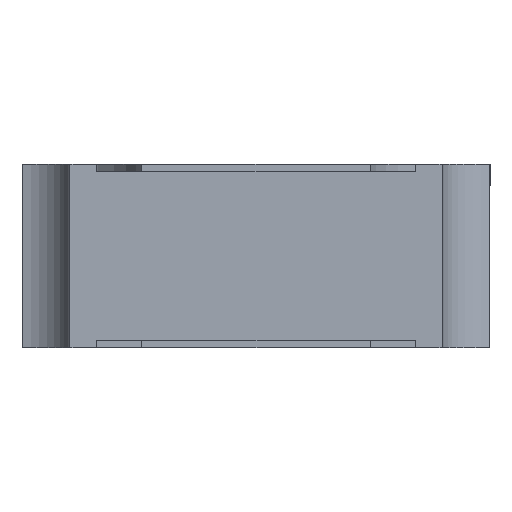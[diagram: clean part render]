
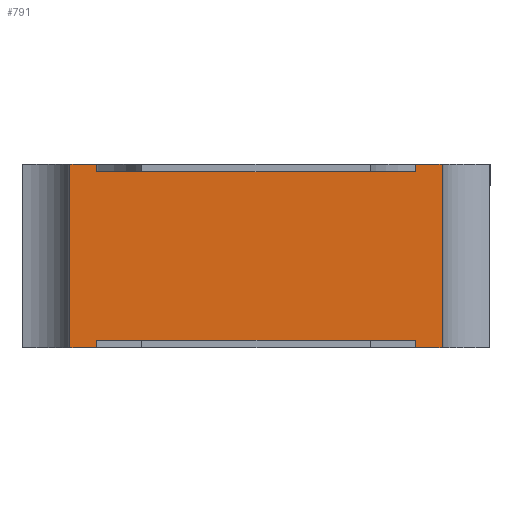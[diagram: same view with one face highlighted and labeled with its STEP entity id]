
A CAD part, front view. The second image highlights one B-rep face of the part: STEP entity #791.
In plain terms, the highlighted planar face has unit normal (0, -1, 0).
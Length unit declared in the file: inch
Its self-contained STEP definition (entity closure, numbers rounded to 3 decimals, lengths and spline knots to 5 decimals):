
#7 = DIRECTION ( 'NONE',  ( 0., 0., 1. ) ) ;
#39 = DIRECTION ( 'NONE',  ( 0., 1., 0. ) ) ;
#52 = CARTESIAN_POINT ( 'NONE',  ( 0.0497, -0.05, 0. ) ) ;
#65 = DIRECTION ( 'NONE',  ( 1., 0., 0. ) ) ;
#78 = LINE ( 'NONE', #52, #1336 ) ;
#127 = CARTESIAN_POINT ( 'NONE',  ( -0.0497, -0.05, 0.002 ) ) ;
#132 = DIRECTION ( 'NONE',  ( 1., 0., 0. ) ) ;
#184 = CARTESIAN_POINT ( 'NONE',  ( 0.0425, -0.05, 0.047 ) ) ;
#185 = EDGE_CURVE ( 'NONE', #1329, #612, #1922, .T. ) ;
#225 = DIRECTION ( 'NONE',  ( 0., 0., -1. ) ) ;
#250 = ORIENTED_EDGE ( 'NONE', *, *, #185, .F. ) ;
#266 = CARTESIAN_POINT ( 'NONE',  ( -0.0425, -0.05, 0.049 ) ) ;
#291 = DIRECTION ( 'NONE',  ( 0., 0., -1. ) ) ;
#313 = LINE ( 'NONE', #1061, #1028 ) ;
#397 = EDGE_CURVE ( 'NONE', #2367, #1698, #2139, .T. ) ;
#400 = ORIENTED_EDGE ( 'NONE', *, *, #1005, .F. ) ;
#413 = VERTEX_POINT ( 'NONE', #2184 ) ;
#414 = CARTESIAN_POINT ( 'NONE',  ( -0.0497, -0.05, 0. ) ) ;
#429 = CARTESIAN_POINT ( 'NONE',  ( 0.0497, -0.05, 0.049 ) ) ;
#430 = VECTOR ( 'NONE', #1930, 39.37008 ) ;
#446 = LINE ( 'NONE', #1196, #430 ) ;
#453 = DIRECTION ( 'NONE',  ( -1., 0., 0. ) ) ;
#486 = CARTESIAN_POINT ( 'NONE',  ( 0.0497, -0.05, 0. ) ) ;
#491 = EDGE_CURVE ( 'NONE', #1329, #1645, #446, .T. ) ;
#507 = EDGE_CURVE ( 'NONE', #2099, #612, #78, .T. ) ;
#523 = ORIENTED_EDGE ( 'NONE', *, *, #2078, .T. ) ;
#612 = VERTEX_POINT ( 'NONE', #486 ) ;
#621 = CARTESIAN_POINT ( 'NONE',  ( 0.0425, -0.05, 0.049 ) ) ;
#631 = VECTOR ( 'NONE', #7, 39.37008 ) ;
#650 = ORIENTED_EDGE ( 'NONE', *, *, #1646, .T. ) ;
#670 = AXIS2_PLACEMENT_3D ( 'NONE', #1689, #39, #1718 ) ;
#683 = DIRECTION ( 'NONE',  ( 0., 0., 1. ) ) ;
#707 = VECTOR ( 'NONE', #453, 39.37008 ) ;
#742 = CARTESIAN_POINT ( 'NONE',  ( 0.0425, -0.05, 0.002 ) ) ;
#764 = LINE ( 'NONE', #1112, #1453 ) ;
#767 = CARTESIAN_POINT ( 'NONE',  ( -0.0425, -0.05, 0.002 ) ) ;
#791 = ADVANCED_FACE ( 'NONE', ( #2080 ), #1322, .F. ) ;
#793 = LINE ( 'NONE', #1419, #707 ) ;
#795 = ORIENTED_EDGE ( 'NONE', *, *, #2313, .T. ) ;
#835 = EDGE_CURVE ( 'NONE', #2023, #1645, #1519, .T. ) ;
#869 = CARTESIAN_POINT ( 'NONE',  ( -0.0497, -0.05, 0.049 ) ) ;
#927 = DIRECTION ( 'NONE',  ( -1., 0., 0. ) ) ;
#954 = CARTESIAN_POINT ( 'NONE',  ( 0.0497, -0.05, 0.002 ) ) ;
#962 = EDGE_CURVE ( 'NONE', #1517, #1748, #1390, .T. ) ;
#994 = VERTEX_POINT ( 'NONE', #266 ) ;
#1005 = EDGE_CURVE ( 'NONE', #1517, #413, #1237, .T. ) ;
#1023 = EDGE_CURVE ( 'NONE', #1698, #413, #313, .T. ) ;
#1024 = VECTOR ( 'NONE', #225, 39.37008 ) ;
#1028 = VECTOR ( 'NONE', #132, 39.37008 ) ;
#1061 = CARTESIAN_POINT ( 'NONE',  ( 0.0497, -0.05, 0. ) ) ;
#1081 = CARTESIAN_POINT ( 'NONE',  ( -0.0425, -0.05, 0.047 ) ) ;
#1112 = CARTESIAN_POINT ( 'NONE',  ( -0.065, -0.05, 0.047 ) ) ;
#1193 = CARTESIAN_POINT ( 'NONE',  ( 0.0425, -0.05, 0.002 ) ) ;
#1196 = CARTESIAN_POINT ( 'NONE',  ( -0.065, -0.05, 0.049 ) ) ;
#1237 = LINE ( 'NONE', #2000, #2021 ) ;
#1299 = CARTESIAN_POINT ( 'NONE',  ( 0.0425, -0.05, 0. ) ) ;
#1322 = PLANE ( 'NONE',  #670 ) ;
#1326 = ORIENTED_EDGE ( 'NONE', *, *, #835, .F. ) ;
#1329 = VERTEX_POINT ( 'NONE', #429 ) ;
#1336 = VECTOR ( 'NONE', #65, 39.37008 ) ;
#1390 = LINE ( 'NONE', #1989, #2054 ) ;
#1402 = VERTEX_POINT ( 'NONE', #1081 ) ;
#1419 = CARTESIAN_POINT ( 'NONE',  ( -0.065, -0.05, 0.049 ) ) ;
#1449 = ORIENTED_EDGE ( 'NONE', *, *, #1023, .T. ) ;
#1453 = VECTOR ( 'NONE', #927, 39.37008 ) ;
#1514 = LINE ( 'NONE', #742, #1944 ) ;
#1517 = VERTEX_POINT ( 'NONE', #767 ) ;
#1519 = LINE ( 'NONE', #184, #631 ) ;
#1606 = DIRECTION ( 'NONE',  ( 1., 0., 0. ) ) ;
#1611 = LINE ( 'NONE', #1802, #2438 ) ;
#1616 = EDGE_CURVE ( 'NONE', #1748, #2099, #1514, .T. ) ;
#1645 = VERTEX_POINT ( 'NONE', #621 ) ;
#1646 = EDGE_CURVE ( 'NONE', #994, #2367, #793, .T. ) ;
#1689 = CARTESIAN_POINT ( 'NONE',  ( 0.0497, -0.05, 0.002 ) ) ;
#1698 = VERTEX_POINT ( 'NONE', #414 ) ;
#1718 = DIRECTION ( 'NONE',  ( 0., 0., 1. ) ) ;
#1748 = VERTEX_POINT ( 'NONE', #1193 ) ;
#1789 = ORIENTED_EDGE ( 'NONE', *, *, #1616, .T. ) ;
#1802 = CARTESIAN_POINT ( 'NONE',  ( -0.0425, -0.05, 0.047 ) ) ;
#1922 = LINE ( 'NONE', #954, #1024 ) ;
#1925 = ORIENTED_EDGE ( 'NONE', *, *, #397, .T. ) ;
#1930 = DIRECTION ( 'NONE',  ( -1., 0., 0. ) ) ;
#1944 = VECTOR ( 'NONE', #2261, 39.37008 ) ;
#1989 = CARTESIAN_POINT ( 'NONE',  ( 0.0425, -0.05, 0.002 ) ) ;
#2000 = CARTESIAN_POINT ( 'NONE',  ( -0.0425, -0.05, 0.002 ) ) ;
#2008 = DIRECTION ( 'NONE',  ( 0., 0., -1. ) ) ;
#2009 = ORIENTED_EDGE ( 'NONE', *, *, #491, .T. ) ;
#2021 = VECTOR ( 'NONE', #2008, 39.37008 ) ;
#2023 = VERTEX_POINT ( 'NONE', #2232 ) ;
#2054 = VECTOR ( 'NONE', #1606, 39.37008 ) ;
#2078 = EDGE_CURVE ( 'NONE', #2023, #1402, #764, .T. ) ;
#2080 = FACE_OUTER_BOUND ( 'NONE', #2260, .T. ) ;
#2099 = VERTEX_POINT ( 'NONE', #1299 ) ;
#2139 = LINE ( 'NONE', #127, #2173 ) ;
#2173 = VECTOR ( 'NONE', #291, 39.37008 ) ;
#2184 = CARTESIAN_POINT ( 'NONE',  ( -0.0425, -0.05, 0. ) ) ;
#2232 = CARTESIAN_POINT ( 'NONE',  ( 0.0425, -0.05, 0.047 ) ) ;
#2260 = EDGE_LOOP ( 'NONE', ( #1326, #523, #795, #650, #1925, #1449, #400, #2424, #1789, #2405, #250, #2009 ) ) ;
#2261 = DIRECTION ( 'NONE',  ( 0., 0., -1. ) ) ;
#2313 = EDGE_CURVE ( 'NONE', #1402, #994, #1611, .T. ) ;
#2367 = VERTEX_POINT ( 'NONE', #869 ) ;
#2405 = ORIENTED_EDGE ( 'NONE', *, *, #507, .T. ) ;
#2424 = ORIENTED_EDGE ( 'NONE', *, *, #962, .T. ) ;
#2438 = VECTOR ( 'NONE', #683, 39.37008 ) ;
